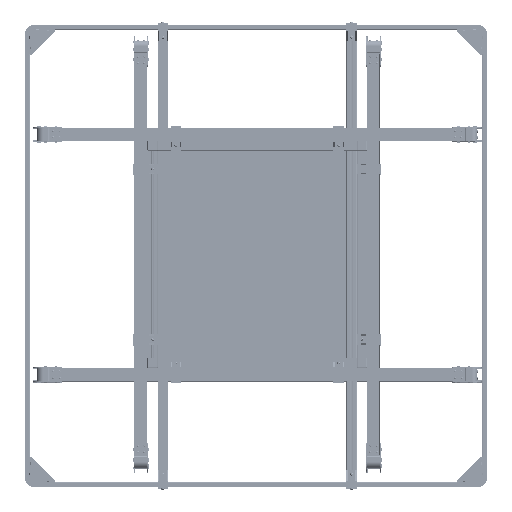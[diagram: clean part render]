
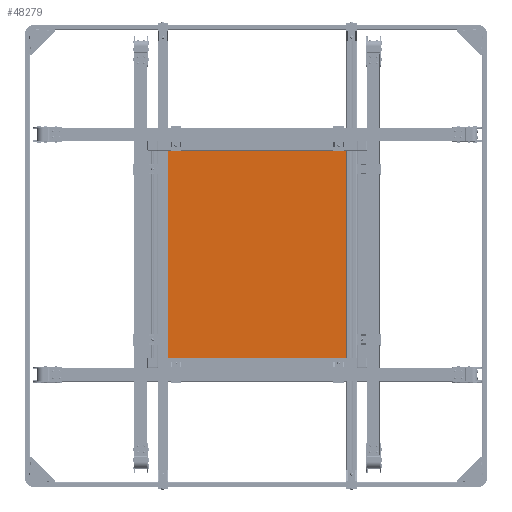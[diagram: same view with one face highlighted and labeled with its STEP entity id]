
A CAD part, top view. The second image highlights one B-rep face of the part: STEP entity #48279.
In plain terms, the highlighted planar face has unit normal (0, 0, 1).
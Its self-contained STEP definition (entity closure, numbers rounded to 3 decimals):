
#47929=CARTESIAN_POINT('',(-425.,400.,5.));
#47930=VERTEX_POINT('',#47929);
#47931=CARTESIAN_POINT('',(425.,400.,5.));
#47932=VERTEX_POINT('',#47931);
#47933=CARTESIAN_POINT('',(-8075.,400.,5.));
#47934=DIRECTION('',(1.,0.,-0.));
#47935=VECTOR('',#47934,8500.);
#47936=LINE('',#47933,#47935);
#47937=EDGE_CURVE('',#47930,#47932,#47936,.T.);
#47969=CARTESIAN_POINT('',(425.,-400.,5.));
#47970=VERTEX_POINT('',#47969);
#47971=CARTESIAN_POINT('',(425.,7600.,5.));
#47972=DIRECTION('',(0.,-1.,0.));
#47973=VECTOR('',#47972,8000.);
#47974=LINE('',#47971,#47973);
#47975=EDGE_CURVE('',#47932,#47970,#47974,.T.);
#48000=CARTESIAN_POINT('',(-425.,-400.,5.));
#48001=VERTEX_POINT('',#48000);
#48002=CARTESIAN_POINT('',(8075.,-400.,5.));
#48003=DIRECTION('',(-1.,-0.,0.));
#48004=VECTOR('',#48003,8500.);
#48005=LINE('',#48002,#48004);
#48006=EDGE_CURVE('',#47970,#48001,#48005,.T.);
#48031=CARTESIAN_POINT('',(-425.,-7600.,5.));
#48032=DIRECTION('',(-0.,1.,-0.));
#48033=VECTOR('',#48032,8000.);
#48034=LINE('',#48031,#48033);
#48035=EDGE_CURVE('',#48001,#47930,#48034,.T.);
#48053=CARTESIAN_POINT('',(401.65,380.,5.));
#48054=VERTEX_POINT('',#48053);
#48063=CARTESIAN_POINT('',(408.35,380.,5.));
#48064=VERTEX_POINT('',#48063);
#48065=CARTESIAN_POINT('',(405.,380.,5.));
#48066=DIRECTION('',(-0.,0.,1.));
#48067=DIRECTION('',(1.,0.,-0.));
#48068=AXIS2_PLACEMENT_3D('',#48065,#48066,#48067);
#48069=CIRCLE('',#48068,3.35);
#48070=EDGE_CURVE('',#48054,#48064,#48069,.T.);
#48072=CARTESIAN_POINT('',(405.,380.,5.));
#48073=DIRECTION('',(-0.,0.,1.));
#48074=DIRECTION('',(1.,0.,-0.));
#48075=AXIS2_PLACEMENT_3D('',#48072,#48073,#48074);
#48076=CIRCLE('',#48075,3.35);
#48077=EDGE_CURVE('',#48064,#48054,#48076,.T.);
#48104=CARTESIAN_POINT('',(-408.35,-380.,5.));
#48105=VERTEX_POINT('',#48104);
#48114=CARTESIAN_POINT('',(-401.65,-380.,5.));
#48115=VERTEX_POINT('',#48114);
#48116=CARTESIAN_POINT('',(-405.,-380.,5.));
#48117=DIRECTION('',(-0.,0.,1.));
#48118=DIRECTION('',(1.,0.,-0.));
#48119=AXIS2_PLACEMENT_3D('',#48116,#48117,#48118);
#48120=CIRCLE('',#48119,3.35);
#48121=EDGE_CURVE('',#48105,#48115,#48120,.T.);
#48123=CARTESIAN_POINT('',(-405.,-380.,5.));
#48124=DIRECTION('',(-0.,0.,1.));
#48125=DIRECTION('',(1.,0.,-0.));
#48126=AXIS2_PLACEMENT_3D('',#48123,#48124,#48125);
#48127=CIRCLE('',#48126,3.35);
#48128=EDGE_CURVE('',#48115,#48105,#48127,.T.);
#48155=CARTESIAN_POINT('',(-408.35,380.,5.));
#48156=VERTEX_POINT('',#48155);
#48165=CARTESIAN_POINT('',(-401.65,380.,5.));
#48166=VERTEX_POINT('',#48165);
#48167=CARTESIAN_POINT('',(-405.,380.,5.));
#48168=DIRECTION('',(-0.,0.,1.));
#48169=DIRECTION('',(1.,0.,-0.));
#48170=AXIS2_PLACEMENT_3D('',#48167,#48168,#48169);
#48171=CIRCLE('',#48170,3.35);
#48172=EDGE_CURVE('',#48156,#48166,#48171,.T.);
#48174=CARTESIAN_POINT('',(-405.,380.,5.));
#48175=DIRECTION('',(-0.,0.,1.));
#48176=DIRECTION('',(1.,0.,-0.));
#48177=AXIS2_PLACEMENT_3D('',#48174,#48175,#48176);
#48178=CIRCLE('',#48177,3.35);
#48179=EDGE_CURVE('',#48166,#48156,#48178,.T.);
#48206=CARTESIAN_POINT('',(401.65,-380.,5.));
#48207=VERTEX_POINT('',#48206);
#48216=CARTESIAN_POINT('',(408.35,-380.,5.));
#48217=VERTEX_POINT('',#48216);
#48218=CARTESIAN_POINT('',(405.,-380.,5.));
#48219=DIRECTION('',(-0.,0.,1.));
#48220=DIRECTION('',(1.,0.,-0.));
#48221=AXIS2_PLACEMENT_3D('',#48218,#48219,#48220);
#48222=CIRCLE('',#48221,3.35);
#48223=EDGE_CURVE('',#48207,#48217,#48222,.T.);
#48225=CARTESIAN_POINT('',(405.,-380.,5.));
#48226=DIRECTION('',(-0.,0.,1.));
#48227=DIRECTION('',(1.,0.,-0.));
#48228=AXIS2_PLACEMENT_3D('',#48225,#48226,#48227);
#48229=CIRCLE('',#48228,3.35);
#48230=EDGE_CURVE('',#48217,#48207,#48229,.T.);
#48252=CARTESIAN_POINT('',(-0.,0.,5.));
#48253=DIRECTION('',(-0.,0.,1.));
#48254=DIRECTION('',(1.,0.,-0.));
#48255=AXIS2_PLACEMENT_3D('',#48252,#48253,#48254);
#48256=PLANE('',#48255);
#48257=ORIENTED_EDGE('',*,*,#48223,.F.);
#48258=ORIENTED_EDGE('',*,*,#48230,.F.);
#48259=EDGE_LOOP('',(#48257,#48258));
#48260=FACE_BOUND('',#48259,.T.);
#48261=ORIENTED_EDGE('',*,*,#48172,.F.);
#48262=ORIENTED_EDGE('',*,*,#48179,.F.);
#48263=EDGE_LOOP('',(#48261,#48262));
#48264=FACE_BOUND('',#48263,.T.);
#48265=ORIENTED_EDGE('',*,*,#48121,.F.);
#48266=ORIENTED_EDGE('',*,*,#48128,.F.);
#48267=EDGE_LOOP('',(#48265,#48266));
#48268=FACE_BOUND('',#48267,.T.);
#48269=ORIENTED_EDGE('',*,*,#48070,.F.);
#48270=ORIENTED_EDGE('',*,*,#48077,.F.);
#48271=EDGE_LOOP('',(#48269,#48270));
#48272=FACE_BOUND('',#48271,.T.);
#48273=ORIENTED_EDGE('',*,*,#47937,.F.);
#48274=ORIENTED_EDGE('',*,*,#48035,.F.);
#48275=ORIENTED_EDGE('',*,*,#48006,.F.);
#48276=ORIENTED_EDGE('',*,*,#47975,.F.);
#48277=EDGE_LOOP('',(#48273,#48274,#48275,#48276));
#48278=FACE_BOUND('',#48277,.T.);
#48279=ADVANCED_FACE('',(#48260,#48264,#48268,#48272,#48278),#48256,.T.);
